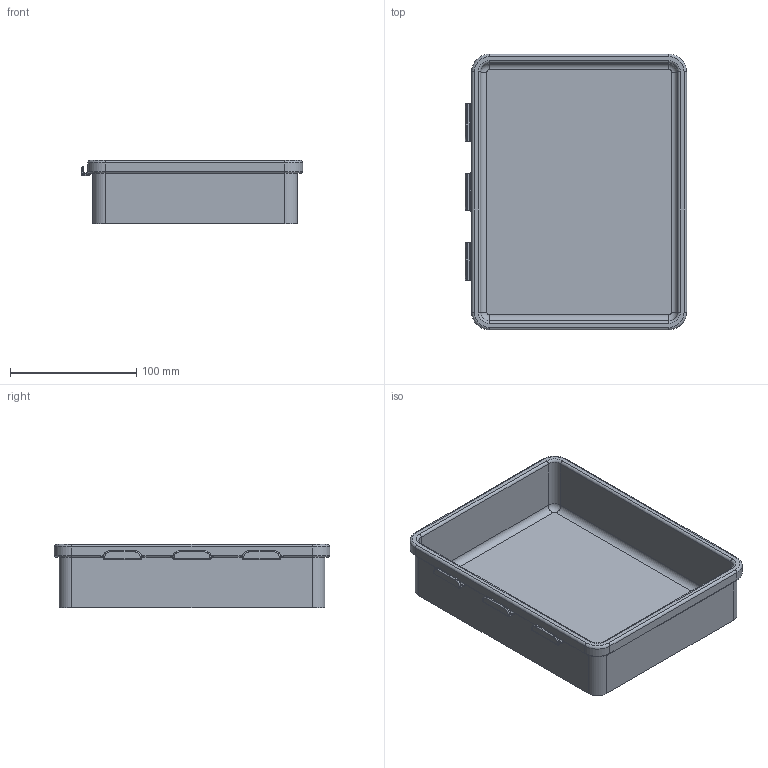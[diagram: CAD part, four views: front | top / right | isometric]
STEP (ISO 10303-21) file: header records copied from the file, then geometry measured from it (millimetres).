
FILE_DESCRIPTION(('STEP AP214'), '1');
FILE_NAME('áîëüøàÿ ÷àñòü îðãàíàéçåðà', '', ('UNSPECIFIED'), ('UNSPECIFIED'), 'C3D Converter', 'C3D Toolkit', '');
FILE_SCHEMA(('AUTOMOTIVE_DESIGN { 1 0 10303 214 3 1 1}'));
Length unit declared in the file: millimetre
Bounding box: 175 x 218 x 50 mm (x, y, z)
Volume: 226887.2 mm3; surface area: 151930.8 mm2
Topology: 1 solids, 1 shells, 170 faces, 390 edges, 205 vertices
Faces by surface type: cylinder 72, plane 40, torus 32, bspline 20, sphere 6
Entity records: 6878 total; most frequent: CARTESIAN_POINT 3250, DIRECTION 783, ORIENTED_EDGE 736, EDGE_CURVE 368, AXIS2_PLACEMENT_3D 313, VERTEX_POINT 203, FACE_BOUND 169, EDGE_LOOP 169
